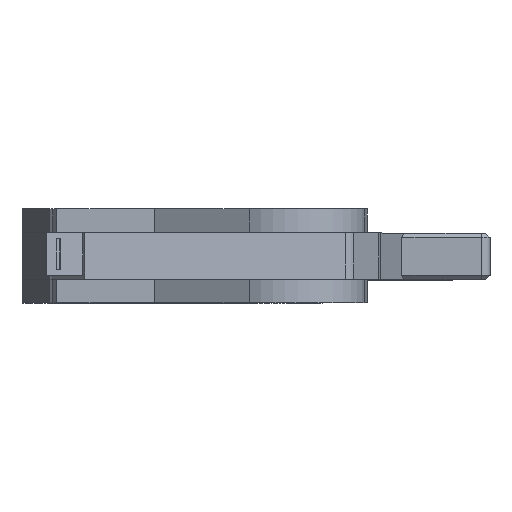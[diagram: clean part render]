
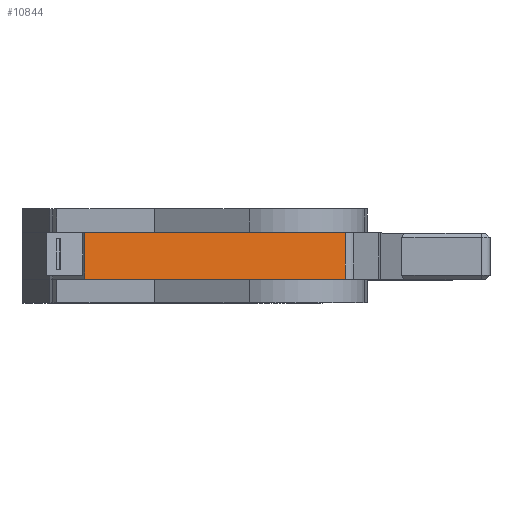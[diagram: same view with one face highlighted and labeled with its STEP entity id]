
A CAD part, top view. The second image highlights one B-rep face of the part: STEP entity #10844.
In plain terms, the highlighted planar face has unit normal (0.216, 0, 0.976).
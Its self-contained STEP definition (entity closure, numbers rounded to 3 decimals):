
#556=PLANE('',#11528);
#1041=FACE_OUTER_BOUND('',#1665,.T.);
#1665=EDGE_LOOP('',(#8496,#8497,#8498,#8499));
#2154=LINE('',#14638,#3336);
#2183=LINE('',#14966,#3365);
#2477=LINE('',#16308,#3659);
#2612=LINE('',#16657,#3794);
#3336=VECTOR('',#12007,10.);
#3365=VECTOR('',#12066,10.);
#3659=VECTOR('',#12696,10.);
#3794=VECTOR('',#13001,10.);
#4708=VERTEX_POINT('',#14635);
#4709=VERTEX_POINT('',#14637);
#4750=VERTEX_POINT('',#14963);
#4751=VERTEX_POINT('',#14965);
#5770=EDGE_CURVE('',#4708,#4709,#2154,.T.);
#5820=EDGE_CURVE('',#4750,#4751,#2183,.T.);
#6229=EDGE_CURVE('',#4751,#4708,#2477,.T.);
#6384=EDGE_CURVE('',#4709,#4750,#2612,.T.);
#8496=ORIENTED_EDGE('',*,*,#6384,.F.);
#8497=ORIENTED_EDGE('',*,*,#5770,.F.);
#8498=ORIENTED_EDGE('',*,*,#6229,.F.);
#8499=ORIENTED_EDGE('',*,*,#5820,.F.);
#10844=ADVANCED_FACE('',(#1041),#556,.T.);
#11528=AXIS2_PLACEMENT_3D('',#16656,#12999,#13000);
#12007=DIRECTION('',(0.976,0.,-0.216));
#12066=DIRECTION('',(-0.976,0.,0.216));
#12696=DIRECTION('',(0.,1.,0.));
#12999=DIRECTION('center_axis',(0.216,0.,0.976));
#13000=DIRECTION('ref_axis',(0.976,0.,-0.216));
#13001=DIRECTION('',(0.,-1.,0.));
#14635=CARTESIAN_POINT('',(-61.431,5.4,193.389));
#14637=CARTESIAN_POINT('',(-0.446,5.4,179.869));
#14638=CARTESIAN_POINT('',(-32.237,5.4,186.917));
#14963=CARTESIAN_POINT('',(-0.446,-5.5,179.869));
#14965=CARTESIAN_POINT('',(-61.431,-5.5,193.389));
#14966=CARTESIAN_POINT('',(0.92,-5.5,179.566));
#16308=CARTESIAN_POINT('',(-61.431,0.,193.389));
#16656=CARTESIAN_POINT('Origin',(-61.431,0.,193.389));
#16657=CARTESIAN_POINT('',(-0.446,0.,179.869));
